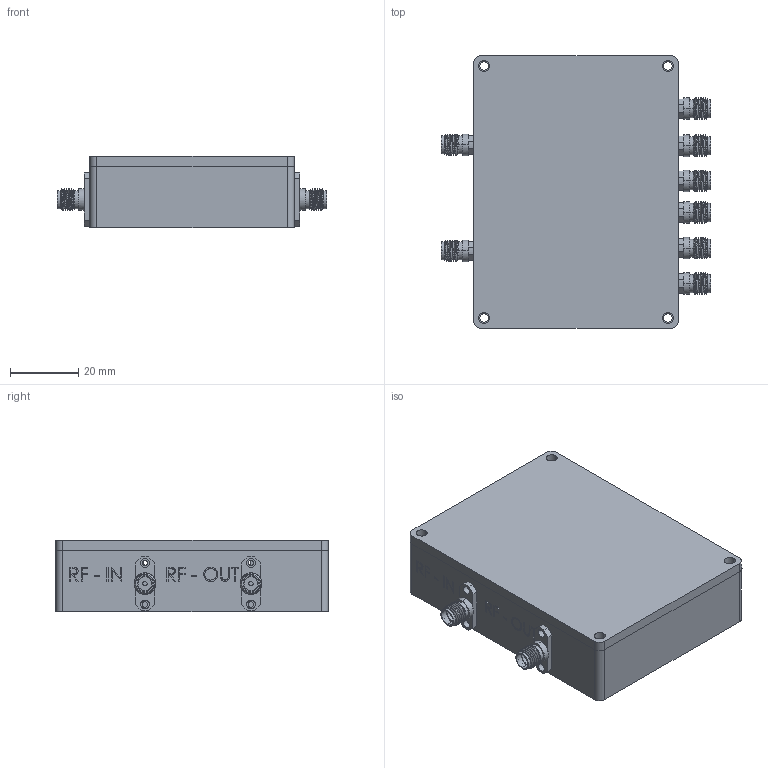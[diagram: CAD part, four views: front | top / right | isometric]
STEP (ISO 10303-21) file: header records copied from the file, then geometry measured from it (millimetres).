
FILE_DESCRIPTION (( 'STEP AP203' ), '1' );
FILE_NAME ('PCB Enclosure Assembley.STEP', '2021-04-22T18:52:22', ( '' ), ( '' ), 'SwSTEP 2.0', 'SolidWorks 2018', '' );
FILE_SCHEMA (( 'CONFIG_CONTROL_DESIGN' ));
Length unit declared in the file: millimetre
Products named in the file (5): PCB Enclosure; Enclosure Cover; PCB Board; PCB Enclosure Assembley; arfx1224
Assembly tree (11 placements, depth 2):
  PCB Enclosure Assembley
    PCB Board
    PCB Enclosure
    arfx1224  x8
    Enclosure Cover
Bounding box: 79.11 x 80.06 x 21 mm (x, y, z)
Volume: 66281.6 mm3; surface area: 43673 mm2
Topology: 27 solids, 27 shells, 830 faces, 2101 edges, 1366 vertices
Faces by surface type: cylinder 376, plane 277, bspline 89, cone 88
Entity records: 15517 total; most frequent: CARTESIAN_POINT 6358, ORIENTED_EDGE 1766, DIRECTION 1685, EDGE_CURVE 883, VERTEX_POINT 589, AXIS2_PLACEMENT_3D 585, LINE 515, VECTOR 515
